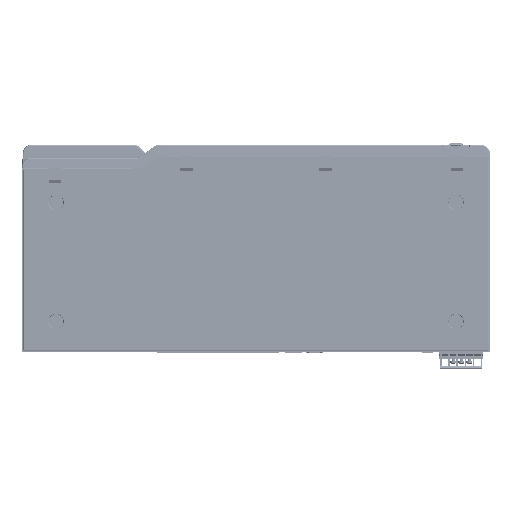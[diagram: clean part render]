
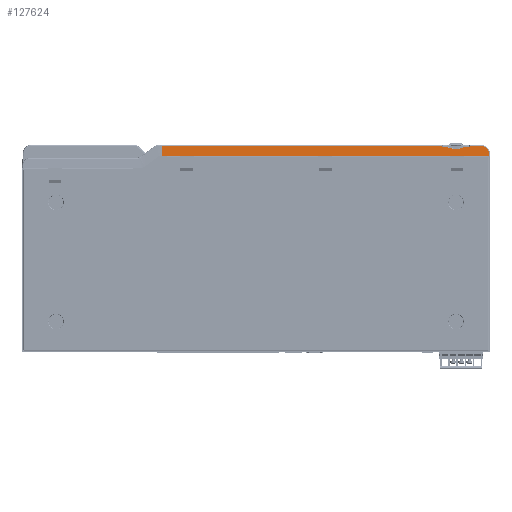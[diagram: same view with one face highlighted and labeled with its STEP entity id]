
A CAD part, front view. The second image highlights one B-rep face of the part: STEP entity #127624.
In plain terms, the highlighted planar face has unit normal (0, -0.999, 0.052).
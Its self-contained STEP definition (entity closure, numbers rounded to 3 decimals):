
#1135=DIRECTION('',(-1.,0.,0.));
#1136=VECTOR('',#1135,305.001);
#1137=CARTESIAN_POINT('',(219.001,0.,
185.));
#1138=LINE('',#1137,#1136);
#4479=DIRECTION('',(-0.009,-0.052,-0.999));
#4480=VECTOR('',#4479,1.241);
#4481=CARTESIAN_POINT('',(200.894,0.474,194.052));
#4482=LINE('',#4481,#4480);
#4488=DIRECTION('',(1.,0.,0.));
#4489=VECTOR('',#4488,2.667);
#4490=CARTESIAN_POINT('',(-88.667,0.,
185.));
#4491=LINE('',#4490,#4489);
#4492=CARTESIAN_POINT('',(180.085,0.315,191.015));
#4493=DIRECTION('',(0.,-0.999,0.052));
#4494=DIRECTION('',(0.389,0.048,0.92));
#4495=AXIS2_PLACEMENT_3D('',#4492,#4493,#4494);
#4497=CARTESIAN_POINT('',(195.216,0.402,192.669));
#4498=CARTESIAN_POINT('',(192.941,0.352,191.71));
#4499=CARTESIAN_POINT('',(188.,0.299,190.711));
#4500=CARTESIAN_POINT('',(183.059,0.352,191.71));
#4501=CARTESIAN_POINT('',(180.784,0.402,192.669));
#4503=CARTESIAN_POINT('',(195.915,0.315,191.015));
#4504=DIRECTION('',(0.,-0.999,0.052));
#4505=DIRECTION('',(0.,0.052,0.999));
#4506=AXIS2_PLACEMENT_3D('',#4503,#4504,#4505);
#4508=CARTESIAN_POINT('',(211.88,0.108,187.058));
#4509=DIRECTION('',(0.,-0.999,0.052));
#4510=DIRECTION('',(0.999,0.003,0.05));
#4511=AXIS2_PLACEMENT_3D('',#4508,#4509,#4510);
#4513=DIRECTION('',(-0.052,0.052,0.997));
#4514=VECTOR('',#4513,2.423);
#4515=CARTESIAN_POINT('',(219.001,0.,
185.));
#4516=LINE('',#4515,#4514);
#4517=DIRECTION('',(0.,0.052,0.999));
#4518=VECTOR('',#4517,9.065);
#4519=CARTESIAN_POINT('',(-88.667,0.,
185.));
#4520=LINE('',#4519,#4518);
#18642=DIRECTION('',(1.,0.,0.));
#18643=VECTOR('',#18642,10.992);
#18644=CARTESIAN_POINT('',(200.894,0.474,
194.052));
#18645=LINE('',#18644,#18643);
#18880=DIRECTION('',(-0.009,0.052,0.999));
#18881=VECTOR('',#18880,1.241);
#18882=CARTESIAN_POINT('',(175.117,0.409,
192.813));
#18883=LINE('',#18882,#18881);
#18892=DIRECTION('',(1.,0.,0.));
#18893=VECTOR('',#18892,4.967);
#18894=CARTESIAN_POINT('',(175.117,0.409,
192.813));
#18895=LINE('',#18894,#18893);
#18960=DIRECTION('',(1.,0.,0.));
#18961=VECTOR('',#18960,4.967);
#18962=CARTESIAN_POINT('',(195.915,0.409,
192.811));
#18963=LINE('',#18962,#18961);
#19576=DIRECTION('',(1.,0.,0.));
#19577=VECTOR('',#19576,263.772);
#19578=CARTESIAN_POINT('',(-88.667,0.474,
194.052));
#19579=LINE('',#19578,#19577);
#96042=CARTESIAN_POINT('',(219.001,0.,
185.));
#96043=CARTESIAN_POINT('',(218.875,0.127,
187.416));
#96044=VERTEX_POINT('',#96042);
#96045=VERTEX_POINT('',#96043);
#96156=CARTESIAN_POINT('',(211.889,0.474,
194.053));
#96157=VERTEX_POINT('',#96156);
#96158=CARTESIAN_POINT('',(-88.667,0.474,
194.052));
#96159=CARTESIAN_POINT('',(175.106,0.474,
194.052));
#96160=VERTEX_POINT('',#96158);
#96161=VERTEX_POINT('',#96159);
#96162=CARTESIAN_POINT('',(195.915,0.409,
192.81));
#96163=CARTESIAN_POINT('',(195.216,0.402,
192.669));
#96164=VERTEX_POINT('',#96162);
#96165=VERTEX_POINT('',#96163);
#96234=CARTESIAN_POINT('',(200.894,0.474,
194.052));
#96235=VERTEX_POINT('',#96234);
#96236=CARTESIAN_POINT('',(175.117,0.409,
192.813));
#96237=VERTEX_POINT('',#96236);
#96239=VERTEX_POINT('',#4501);
#96240=CARTESIAN_POINT('',(200.883,0.409,
192.813));
#96241=VERTEX_POINT('',#96240);
#96344=CARTESIAN_POINT('',(180.085,0.409,
192.811));
#96345=VERTEX_POINT('',#96344);
#122473=CARTESIAN_POINT('',(-88.667,0.,
185.));
#122474=CARTESIAN_POINT('',(-86.,0.,185.));
#122475=VERTEX_POINT('',#122473);
#122476=VERTEX_POINT('',#122474);
#127592=CARTESIAN_POINT('',(220.,0.,185.));
#127593=DIRECTION('',(0.,0.999,-0.052));
#127594=DIRECTION('',(1.,0.,0.));
#127595=AXIS2_PLACEMENT_3D('',#127592,#127593,#127594);
#127596=PLANE('',#127595);
#127597=ORIENTED_EDGE('',*,*,#124757,.F.);
#127599=ORIENTED_EDGE('',*,*,#127598,.T.);
#127601=ORIENTED_EDGE('',*,*,#127600,.T.);
#127603=ORIENTED_EDGE('',*,*,#127602,.F.);
#127605=ORIENTED_EDGE('',*,*,#127604,.T.);
#127607=ORIENTED_EDGE('',*,*,#127606,.F.);
#127609=ORIENTED_EDGE('',*,*,#127608,.F.);
#127611=ORIENTED_EDGE('',*,*,#127610,.F.);
#127613=ORIENTED_EDGE('',*,*,#127612,.T.);
#127614=ORIENTED_EDGE('',*,*,#127582,.F.);
#127616=ORIENTED_EDGE('',*,*,#127615,.T.);
#127618=ORIENTED_EDGE('',*,*,#127617,.F.);
#127620=ORIENTED_EDGE('',*,*,#127619,.F.);
#127621=ORIENTED_EDGE('',*,*,#124990,.T.);
#127622=EDGE_LOOP('',(#127597,#127599,#127601,#127603,#127605,#127607,#127609,
#127611,#127613,#127614,#127616,#127618,#127620,#127621));
#127623=FACE_OUTER_BOUND('',#127622,.F.);
#127624=ADVANCED_FACE('',(#127623),#127596,.F.);
#4496=CIRCLE('',#4495,1.798);
#4502=B_SPLINE_CURVE_WITH_KNOTS('',3,(#4497,#4498,#4499,#4500,#4501),
.UNSPECIFIED.,.F.,.F.,(4,1,4),(0.,0.5,1.),.UNSPECIFIED.);
#4507=CIRCLE('',#4506,1.798);
#4512=CIRCLE('',#4511,7.004);
#124757=EDGE_CURVE('',#122475,#122476,#4491,.T.);
#124990=EDGE_CURVE('',#96044,#122476,#1138,.T.);
#127582=EDGE_CURVE('',#96235,#96241,#4482,.T.);
#127598=EDGE_CURVE('',#122475,#96160,#4520,.T.);
#127600=EDGE_CURVE('',#96160,#96161,#19579,.T.);
#127602=EDGE_CURVE('',#96237,#96161,#18883,.T.);
#127604=EDGE_CURVE('',#96237,#96345,#18895,.T.);
#127606=EDGE_CURVE('',#96239,#96345,#4496,.T.);
#127608=EDGE_CURVE('',#96165,#96239,#4502,.T.);
#127610=EDGE_CURVE('',#96164,#96165,#4507,.T.);
#127612=EDGE_CURVE('',#96164,#96241,#18963,.T.);
#127615=EDGE_CURVE('',#96235,#96157,#18645,.T.);
#127617=EDGE_CURVE('',#96045,#96157,#4512,.T.);
#127619=EDGE_CURVE('',#96044,#96045,#4516,.T.);
